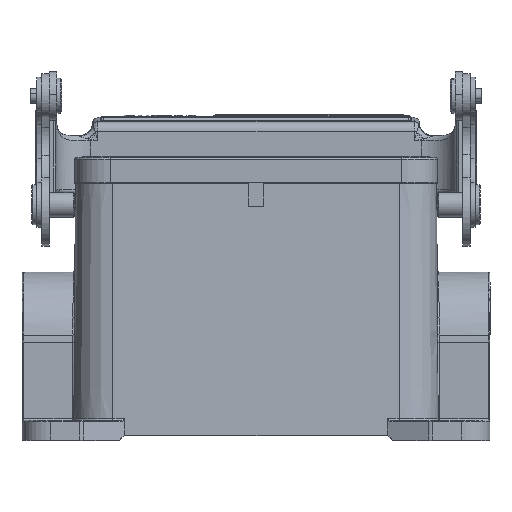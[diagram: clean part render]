
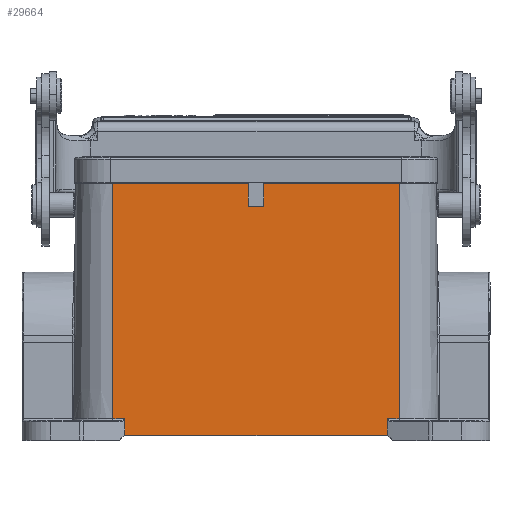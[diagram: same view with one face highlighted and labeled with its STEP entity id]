
A CAD part, top view. The second image highlights one B-rep face of the part: STEP entity #29664.
In plain terms, the highlighted planar face has unit normal (0, 0.009, 1).
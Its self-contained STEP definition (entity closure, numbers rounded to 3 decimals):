
#6768=DIRECTION('',(0.,1.,-0.009));
#6769=VECTOR('',#6768,47.204);
#6770=CARTESIAN_POINT('',(75.75,4.297,-4.088));
#6771=LINE('',#6770,#6769);
#6797=DIRECTION('',(1.,0.,0.));
#6798=VECTOR('',#6797,3.2);
#6799=CARTESIAN_POINT('',(45.4,47.,-4.461));
#6800=LINE('',#6799,#6798);
#6801=DIRECTION('',(1.,0.,0.));
#6802=VECTOR('',#6801,27.15);
#6803=CARTESIAN_POINT('',(48.6,51.5,-4.5));
#6804=LINE('',#6803,#6802);
#6805=CARTESIAN_POINT('',(73.41,4.297,-4.088));
#6806=CARTESIAN_POINT('',(73.396,4.283,-4.088));
#6807=CARTESIAN_POINT('',(73.373,4.25,-4.088));
#6808=CARTESIAN_POINT('',(73.351,4.187,-4.087));
#6809=CARTESIAN_POINT('',(73.346,4.138,-4.087));
#6810=CARTESIAN_POINT('',(73.346,4.112,-4.086));
#6812=DIRECTION('',(0.019,-1.,0.009));
#6813=VECTOR('',#6812,3.112);
#6814=CARTESIAN_POINT('',(73.346,4.112,-4.086));
#6815=LINE('',#6814,#6813);
#6816=DIRECTION('',(-1.,0.,0.));
#6817=VECTOR('',#6816,52.808);
#6818=CARTESIAN_POINT('',(73.404,1.,
-4.059));
#6819=LINE('',#6818,#6817);
#6820=DIRECTION('',(0.019,1.,-0.009));
#6821=VECTOR('',#6820,3.112);
#6822=CARTESIAN_POINT('',(20.596,1.,
-4.059));
#6823=LINE('',#6822,#6821);
#6824=CARTESIAN_POINT('',(20.654,4.112,-4.086));
#6825=CARTESIAN_POINT('',(20.654,4.137,-4.087));
#6826=CARTESIAN_POINT('',(20.65,4.185,-4.087));
#6827=CARTESIAN_POINT('',(20.625,4.251,-4.088));
#6828=CARTESIAN_POINT('',(20.603,4.284,-4.088));
#6829=CARTESIAN_POINT('',(20.59,4.297,-4.088));
#6831=DIRECTION('',(1.,0.,0.));
#6832=VECTOR('',#6831,27.15);
#6833=CARTESIAN_POINT('',(18.25,51.5,-4.5));
#6834=LINE('',#6833,#6832);
#6835=DIRECTION('',(0.,1.,-0.009));
#6836=VECTOR('',#6835,4.5);
#6837=CARTESIAN_POINT('',(45.4,47.,-4.461));
#6838=LINE('',#6837,#6836);
#7794=DIRECTION('',(1.,0.,0.));
#7795=VECTOR('',#7794,2.34);
#7796=CARTESIAN_POINT('',(73.41,4.297,-4.088));
#7797=LINE('',#7796,#7795);
#10347=DIRECTION('',(0.,-1.,0.009));
#10348=VECTOR('',#10347,47.204);
#10349=CARTESIAN_POINT('',(18.25,51.5,-4.5));
#10350=LINE('',#10349,#10348);
#10391=DIRECTION('',(1.,0.,0.));
#10392=VECTOR('',#10391,2.34);
#10393=CARTESIAN_POINT('',(18.25,4.297,-4.088));
#10394=LINE('',#10393,#10392);
#11786=DIRECTION('',(0.,-1.,0.009));
#11787=VECTOR('',#11786,4.5);
#11788=CARTESIAN_POINT('',(48.6,51.5,-4.5));
#11789=LINE('',#11788,#11787);
#14829=VERTEX_POINT('',#6824);
#14830=VERTEX_POINT('',#6829);
#14831=CARTESIAN_POINT('',(45.4,47.,-4.461));
#14832=CARTESIAN_POINT('',(45.4,51.5,-4.5));
#14833=VERTEX_POINT('',#14831);
#14834=VERTEX_POINT('',#14832);
#14835=CARTESIAN_POINT('',(48.6,47.,-4.461));
#14836=VERTEX_POINT('',#14835);
#14837=CARTESIAN_POINT('',(48.6,51.5,-4.5));
#14838=VERTEX_POINT('',#14837);
#14839=CARTESIAN_POINT('',(75.75,51.5,-4.5));
#14840=VERTEX_POINT('',#14839);
#14841=CARTESIAN_POINT('',(75.75,4.297,-4.088));
#14842=VERTEX_POINT('',#14841);
#14843=CARTESIAN_POINT('',(73.41,4.297,
-4.088));
#14844=VERTEX_POINT('',#14843);
#14845=VERTEX_POINT('',#6810);
#14846=CARTESIAN_POINT('',(73.404,1.,
-4.059));
#14847=VERTEX_POINT('',#14846);
#14848=CARTESIAN_POINT('',(20.596,1.,
-4.059));
#14849=VERTEX_POINT('',#14848);
#14850=CARTESIAN_POINT('',(18.25,4.297,-4.088));
#14851=VERTEX_POINT('',#14850);
#14852=CARTESIAN_POINT('',(18.25,51.5,-4.5));
#14853=VERTEX_POINT('',#14852);
#29630=CARTESIAN_POINT('',(47.,26.25,-4.28));
#29631=DIRECTION('',(0.,0.009,1.));
#29632=DIRECTION('',(0.,-1.,0.009));
#29633=AXIS2_PLACEMENT_3D('',#29630,#29631,#29632);
#29634=PLANE('',#29633);
#29636=ORIENTED_EDGE('',*,*,#29635,.F.);
#29638=ORIENTED_EDGE('',*,*,#29637,.T.);
#29640=ORIENTED_EDGE('',*,*,#29639,.F.);
#29642=ORIENTED_EDGE('',*,*,#29641,.T.);
#29643=ORIENTED_EDGE('',*,*,#29614,.F.);
#29645=ORIENTED_EDGE('',*,*,#29644,.F.);
#29647=ORIENTED_EDGE('',*,*,#29646,.T.);
#29649=ORIENTED_EDGE('',*,*,#29648,.T.);
#29651=ORIENTED_EDGE('',*,*,#29650,.T.);
#29653=ORIENTED_EDGE('',*,*,#29652,.T.);
#29655=ORIENTED_EDGE('',*,*,#29654,.T.);
#29657=ORIENTED_EDGE('',*,*,#29656,.F.);
#29659=ORIENTED_EDGE('',*,*,#29658,.F.);
#29661=ORIENTED_EDGE('',*,*,#29660,.T.);
#29662=EDGE_LOOP('',(#29636,#29638,#29640,#29642,#29643,#29645,#29647,#29649,
#29651,#29653,#29655,#29657,#29659,#29661));
#29663=FACE_OUTER_BOUND('',#29662,.F.);
#6811=B_SPLINE_CURVE_WITH_KNOTS('',3,(#6805,#6806,#6807,#6808,#6809,#6810),
.UNSPECIFIED.,.F.,.F.,(4,1,1,4),(0.,0.333,0.667,1.),
.UNSPECIFIED.);
#6830=B_SPLINE_CURVE_WITH_KNOTS('',3,(#6824,#6825,#6826,#6827,#6828,#6829),
.UNSPECIFIED.,.F.,.F.,(4,1,1,4),(0.,0.333,0.667,1.),
.UNSPECIFIED.);
#29614=EDGE_CURVE('',#14842,#14840,#6771,.T.);
#29635=EDGE_CURVE('',#14833,#14834,#6838,.T.);
#29637=EDGE_CURVE('',#14833,#14836,#6800,.T.);
#29639=EDGE_CURVE('',#14838,#14836,#11789,.T.);
#29641=EDGE_CURVE('',#14838,#14840,#6804,.T.);
#29644=EDGE_CURVE('',#14844,#14842,#7797,.T.);
#29646=EDGE_CURVE('',#14844,#14845,#6811,.T.);
#29648=EDGE_CURVE('',#14845,#14847,#6815,.T.);
#29650=EDGE_CURVE('',#14847,#14849,#6819,.T.);
#29652=EDGE_CURVE('',#14849,#14829,#6823,.T.);
#29654=EDGE_CURVE('',#14829,#14830,#6830,.T.);
#29656=EDGE_CURVE('',#14851,#14830,#10394,.T.);
#29658=EDGE_CURVE('',#14853,#14851,#10350,.T.);
#29660=EDGE_CURVE('',#14853,#14834,#6834,.T.);
#29664=ADVANCED_FACE('',(#29663),#29634,.T.);
